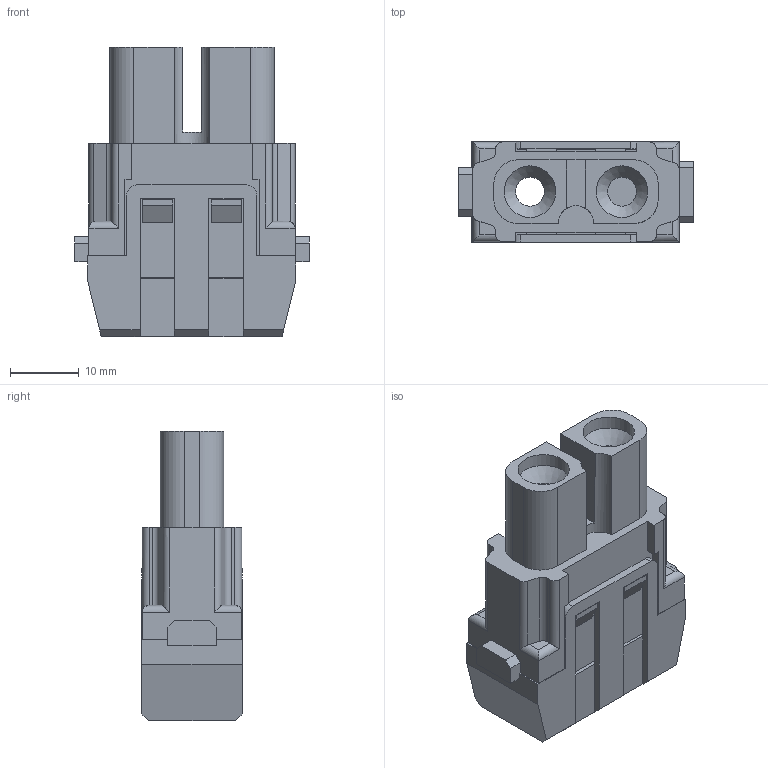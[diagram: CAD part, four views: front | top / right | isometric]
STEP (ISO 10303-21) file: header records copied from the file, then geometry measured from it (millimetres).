
FILE_DESCRIPTION(/* description */ (''),/* implementation_level */ '2;1');
FILE_NAME(/* name */ 'HMK-002-FC.stp',/* time_stamp */ '2023-02-08T23:42:41+08:00',/* author */ (''),/* organization */ (''),/* preprocessor_version */ 'ST-DEVELOPER v16',/* originating_system */ 'SIEMENS PLM Software NX 10.0',/* authorisation */ '');
FILE_SCHEMA (('AP203_CONFIGURATION_CONTROLLED_3D_DESIGN_OF_MECHANICAL_PARTS_AND_ASSEMBLIES_MIM_LF { 1 0 10303 403 2 1 2}'));
Length unit declared in the file: millimetre
Products named in the file (1): Admi0A2C26ACroc7
Bounding box: 34.1 x 14.6 x 42.15 mm (x, y, z)
Volume: 8019.7 mm3; surface area: 9863 mm2
Topology: 1 solids, 1 shells, 255 faces, 738 edges, 488 vertices
Faces by surface type: plane 186, cylinder 43, cone 22, extrusion 4
Full cylindrical faces by diameter (mm): 4.2 x2, 6.4 x2, 6.55 x2, 7.5 x2, 9.6 x2, 10.6 x2
Entity records: 8378 total; most frequent: CARTESIAN_POINT 1672, ORIENTED_EDGE 1424, DIRECTION 1284, EDGE_CURVE 712, VECTOR 512, LINE 508, VERTEX_POINT 478, AXIS2_PLACEMENT_3D 386
